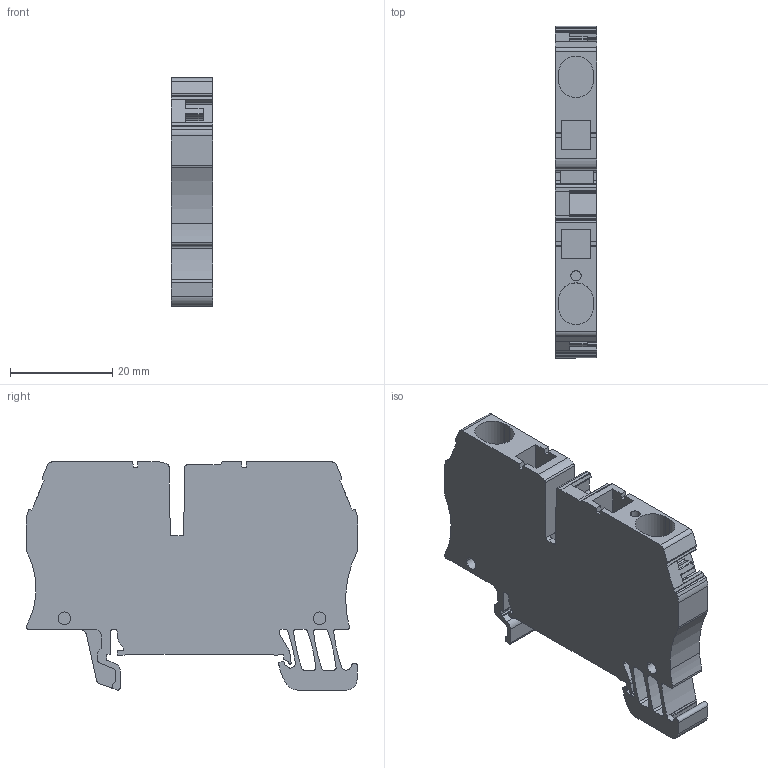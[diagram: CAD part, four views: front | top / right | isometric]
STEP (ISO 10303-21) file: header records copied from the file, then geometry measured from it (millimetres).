
FILE_DESCRIPTION(('CATIA V5 STEP Exchange','CAx-IF Rec.Pracs.--- Model Styling and Organization---1.4--- 2014-01-23'),'2;1');
FILE_NAME ('D1454004_0', '2019-12-20T07:09:23+00:00', ('none'), ('Weidmueller'), 'CATIA Version 5-6 Release 2016 SP3 HF44', 'CATIA V5 STEP AP214', 'none');
FILE_SCHEMA(('AUTOMOTIVE_DESIGN { 1 0 10303 214 1 1 1 1 }'));
Length unit declared in the file: millimetre
Products named in the file (1): 1636820000_ZDU_6_OR
Bounding box: 8.1 x 65 x 44.7 mm (x, y, z)
Volume: 16628.6 mm3; surface area: 8442.3 mm2
Topology: 1 solids, 1 shells, 299 faces, 878 edges, 588 vertices
Faces by surface type: plane 178, cylinder 121
Entity records: 9518 total; most frequent: ORIENTED_EDGE 1756, CARTESIAN_POINT 1732, DIRECTION 1369, EDGE_CURVE 878, VECTOR 625, LINE 625, VERTEX_POINT 588, AXIS2_PLACEMENT_3D 498
